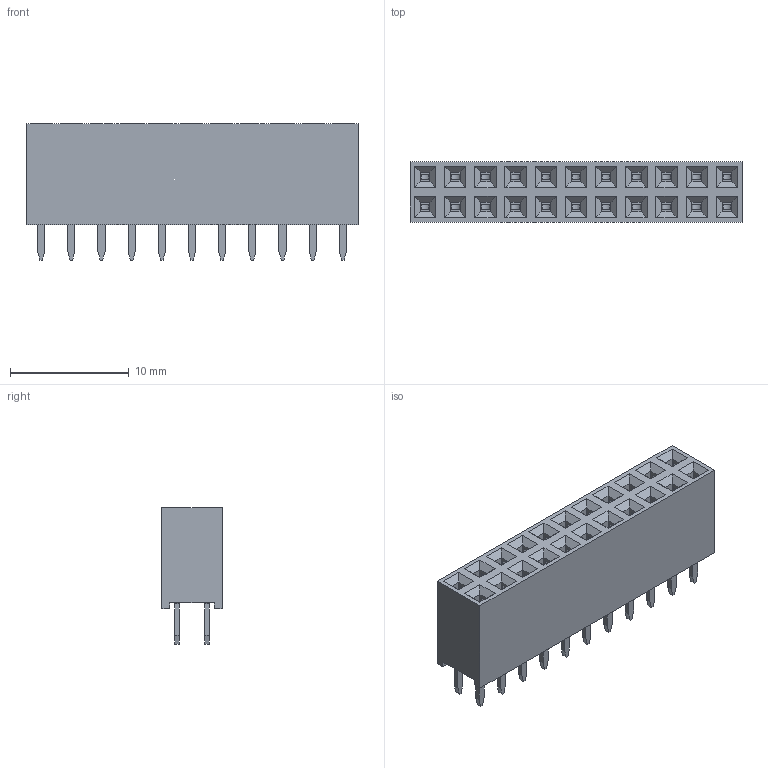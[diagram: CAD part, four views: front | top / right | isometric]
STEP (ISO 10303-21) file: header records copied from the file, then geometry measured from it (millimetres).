
FILE_DESCRIPTION(('STEP AP214'), '1');
FILE_NAME('PBD', '', ('UNSPECIFIED'), ('UNSPECIFIED'), 'ASCON STEP Converter 1.6', 'ASCON Math Kernel', '');
FILE_SCHEMA(('AUTOMOTIVE_DESIGN { 1 0 10303 214 3 1 1}'));
Length unit declared in the file: millimetre
Bounding box: 27.94 x 5.08 x 11.5 mm (x, y, z)
Volume: 1057.2 mm3; surface area: 1828.7 mm2
Topology: 1 solids, 1 shells, 1198 faces, 3280 edges, 2040 vertices
Faces by surface type: plane 1044, cylinder 154
Entity records: 46740 total; most frequent: ORIENTED_EDGE 6560, CARTESIAN_POINT 6519, DIRECTION 6074, EDGE_CURVE 3280, LINE 2884, VECTOR 2884, VERTEX_POINT 2040, AXIS2_PLACEMENT_3D 1595
